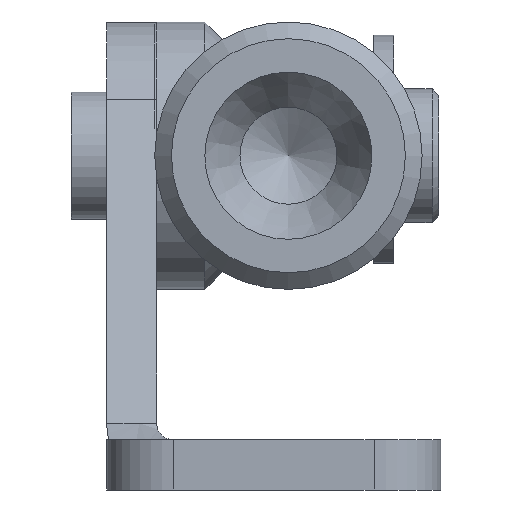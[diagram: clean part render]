
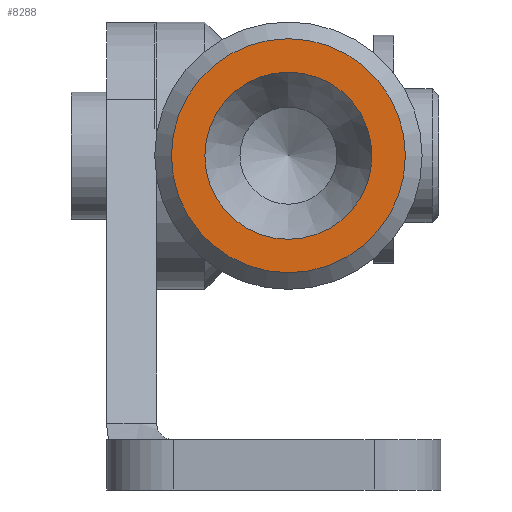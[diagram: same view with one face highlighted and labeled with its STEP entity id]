
A CAD part, left-side view. The second image highlights one B-rep face of the part: STEP entity #8288.
In plain terms, the highlighted planar face has unit normal (-1, 0, 0).
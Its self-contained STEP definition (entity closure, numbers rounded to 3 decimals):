
#7893 = CONICAL_SURFACE('',#7894,3.75,0.785);
#7894 = AXIS2_PLACEMENT_3D('',#7895,#7896,#7897);
#7895 = CARTESIAN_POINT('',(0.25,0.,0.));
#7896 = DIRECTION('',(1.,0.,0.));
#7897 = DIRECTION('',(0.,0.,-1.));
#8153 = CONICAL_SURFACE('',#8154,1.975,0.524);
#8154 = AXIS2_PLACEMENT_3D('',#8155,#8156,#8157);
#8155 = CARTESIAN_POINT('',(0.909,0.,
    0.));
#8156 = DIRECTION('',(-1.,0.,0.));
#8157 = DIRECTION('',(0.,0.,-1.));
#8212 = EDGE_CURVE('',#8213,#8213,#8215,.T.);
#8213 = VERTEX_POINT('',#8214);
#8214 = CARTESIAN_POINT('',(0.,0.,-2.5));
#8215 = SURFACE_CURVE('',#8216,(#8221,#8250),.PCURVE_S1.);
#8216 = CIRCLE('',#8217,2.5);
#8217 = AXIS2_PLACEMENT_3D('',#8218,#8219,#8220);
#8218 = CARTESIAN_POINT('',(0.,0.,0.)
  );
#8219 = DIRECTION('',(1.,0.,0.));
#8220 = DIRECTION('',(0.,0.,-1.));
#8221 = PCURVE('',#8153,#8222);
#8222 = DEFINITIONAL_REPRESENTATION('',(#8223),#8249);
#8223 = B_SPLINE_CURVE_WITH_KNOTS('',3,(#8224,#8225,#8226,#8227,#8228,
    #8229,#8230,#8231,#8232,#8233,#8234,#8235,#8236,#8237,#8238,#8239,
    #8240,#8241,#8242,#8243,#8244,#8245,#8246,#8247,#8248),
  .UNSPECIFIED.,.F.,.F.,(4,1,1,1,1,1,1,1,1,1,1,1,1,1,1,1,1,1,1,1,1,1,4),
  (0.,0.286,0.571,0.857,1.142,
    1.428,1.714,1.999,2.285,
    2.57,2.856,3.142,3.427,
    3.713,3.998,4.284,4.57,
    4.855,5.141,5.426,5.712,
    5.998,6.283),.UNSPECIFIED.);
#8224 = CARTESIAN_POINT('',(6.283,0.909));
#8225 = CARTESIAN_POINT('',(6.188,0.909));
#8226 = CARTESIAN_POINT('',(5.998,0.909));
#8227 = CARTESIAN_POINT('',(5.712,0.909));
#8228 = CARTESIAN_POINT('',(5.426,0.909));
#8229 = CARTESIAN_POINT('',(5.141,0.909));
#8230 = CARTESIAN_POINT('',(4.855,0.909));
#8231 = CARTESIAN_POINT('',(4.57,0.909));
#8232 = CARTESIAN_POINT('',(4.284,0.909));
#8233 = CARTESIAN_POINT('',(3.998,0.909));
#8234 = CARTESIAN_POINT('',(3.713,0.909));
#8235 = CARTESIAN_POINT('',(3.427,0.909));
#8236 = CARTESIAN_POINT('',(3.142,0.909));
#8237 = CARTESIAN_POINT('',(2.856,0.909));
#8238 = CARTESIAN_POINT('',(2.57,0.909));
#8239 = CARTESIAN_POINT('',(2.285,0.909));
#8240 = CARTESIAN_POINT('',(1.999,0.909));
#8241 = CARTESIAN_POINT('',(1.714,0.909));
#8242 = CARTESIAN_POINT('',(1.428,0.909));
#8243 = CARTESIAN_POINT('',(1.142,0.909));
#8244 = CARTESIAN_POINT('',(0.857,0.909));
#8245 = CARTESIAN_POINT('',(0.571,0.909));
#8246 = CARTESIAN_POINT('',(0.286,0.909));
#8247 = CARTESIAN_POINT('',(0.095,0.909));
#8248 = CARTESIAN_POINT('',(0.,0.909));
#8249 = ( GEOMETRIC_REPRESENTATION_CONTEXT(2) 
PARAMETRIC_REPRESENTATION_CONTEXT() REPRESENTATION_CONTEXT('2D SPACE',''
  ) );
#8250 = PCURVE('',#8251,#8256);
#8251 = PLANE('',#8252);
#8252 = AXIS2_PLACEMENT_3D('',#8253,#8254,#8255);
#8253 = CARTESIAN_POINT('',(0.,0.,-3.));
#8254 = DIRECTION('',(-1.,0.,0.));
#8255 = DIRECTION('',(0.,1.,0.));
#8256 = DEFINITIONAL_REPRESENTATION('',(#8257),#8265);
#8257 = ( BOUNDED_CURVE() B_SPLINE_CURVE(2,(#8258,#8259,#8260,#8261,
#8262,#8263,#8264),.UNSPECIFIED.,.F.,.F.) B_SPLINE_CURVE_WITH_KNOTS((1,2
    ,2,2,2,1),(-2.094,0.,2.094,4.189,
6.283,8.378),.UNSPECIFIED.) CURVE() 
GEOMETRIC_REPRESENTATION_ITEM() RATIONAL_B_SPLINE_CURVE((1.,0.5,1.,0.5,
1.,0.5,1.)) REPRESENTATION_ITEM('') );
#8258 = CARTESIAN_POINT('',(0.,-0.5));
#8259 = CARTESIAN_POINT('',(4.33,-0.5));
#8260 = CARTESIAN_POINT('',(2.165,-4.25));
#8261 = CARTESIAN_POINT('',(0.,-8.));
#8262 = CARTESIAN_POINT('',(-2.165,-4.25));
#8263 = CARTESIAN_POINT('',(-4.33,-0.5));
#8264 = CARTESIAN_POINT('',(0.,-0.5));
#8265 = ( GEOMETRIC_REPRESENTATION_CONTEXT(2) 
PARAMETRIC_REPRESENTATION_CONTEXT() REPRESENTATION_CONTEXT('2D SPACE',''
  ) );
#8288 = ADVANCED_FACE('',(#8289,#8341),#8251,.T.);
#8289 = FACE_BOUND('',#8290,.T.);
#8290 = EDGE_LOOP('',(#8291));
#8291 = ORIENTED_EDGE('',*,*,#8292,.F.);
#8292 = EDGE_CURVE('',#8293,#8293,#8295,.T.);
#8293 = VERTEX_POINT('',#8294);
#8294 = CARTESIAN_POINT('',(0.,0.,-3.5));
#8295 = SURFACE_CURVE('',#8296,(#8301,#8312),.PCURVE_S1.);
#8296 = CIRCLE('',#8297,3.5);
#8297 = AXIS2_PLACEMENT_3D('',#8298,#8299,#8300);
#8298 = CARTESIAN_POINT('',(0.,0.,0.)
  );
#8299 = DIRECTION('',(1.,0.,0.));
#8300 = DIRECTION('',(0.,0.,-1.));
#8301 = PCURVE('',#8251,#8302);
#8302 = DEFINITIONAL_REPRESENTATION('',(#8303),#8311);
#8303 = ( BOUNDED_CURVE() B_SPLINE_CURVE(2,(#8304,#8305,#8306,#8307,
#8308,#8309,#8310),.UNSPECIFIED.,.F.,.F.) B_SPLINE_CURVE_WITH_KNOTS((1,2
    ,2,2,2,1),(-2.094,0.,2.094,4.189,
6.283,8.378),.UNSPECIFIED.) CURVE() 
GEOMETRIC_REPRESENTATION_ITEM() RATIONAL_B_SPLINE_CURVE((1.,0.5,1.,0.5,
1.,0.5,1.)) REPRESENTATION_ITEM('') );
#8304 = CARTESIAN_POINT('',(0.,0.5));
#8305 = CARTESIAN_POINT('',(6.062,0.5));
#8306 = CARTESIAN_POINT('',(3.031,-4.75));
#8307 = CARTESIAN_POINT('',(0.,-10.));
#8308 = CARTESIAN_POINT('',(-3.031,-4.75));
#8309 = CARTESIAN_POINT('',(-6.062,0.5));
#8310 = CARTESIAN_POINT('',(0.,0.5));
#8311 = ( GEOMETRIC_REPRESENTATION_CONTEXT(2) 
PARAMETRIC_REPRESENTATION_CONTEXT() REPRESENTATION_CONTEXT('2D SPACE',''
  ) );
#8312 = PCURVE('',#7893,#8313);
#8313 = DEFINITIONAL_REPRESENTATION('',(#8314),#8340);
#8314 = B_SPLINE_CURVE_WITH_KNOTS('',3,(#8315,#8316,#8317,#8318,#8319,
    #8320,#8321,#8322,#8323,#8324,#8325,#8326,#8327,#8328,#8329,#8330,
    #8331,#8332,#8333,#8334,#8335,#8336,#8337,#8338,#8339),
  .UNSPECIFIED.,.F.,.F.,(4,1,1,1,1,1,1,1,1,1,1,1,1,1,1,1,1,1,1,1,1,1,4),
  (0.,0.286,0.571,0.857,1.142,
    1.428,1.714,1.999,2.285,
    2.57,2.856,3.142,3.427,
    3.713,3.998,4.284,4.57,
    4.855,5.141,5.426,5.712,
    5.998,6.283),.UNSPECIFIED.);
#8315 = CARTESIAN_POINT('',(0.,-0.25));
#8316 = CARTESIAN_POINT('',(0.095,-0.25));
#8317 = CARTESIAN_POINT('',(0.286,-0.25));
#8318 = CARTESIAN_POINT('',(0.571,-0.25));
#8319 = CARTESIAN_POINT('',(0.857,-0.25));
#8320 = CARTESIAN_POINT('',(1.142,-0.25));
#8321 = CARTESIAN_POINT('',(1.428,-0.25));
#8322 = CARTESIAN_POINT('',(1.714,-0.25));
#8323 = CARTESIAN_POINT('',(1.999,-0.25));
#8324 = CARTESIAN_POINT('',(2.285,-0.25));
#8325 = CARTESIAN_POINT('',(2.57,-0.25));
#8326 = CARTESIAN_POINT('',(2.856,-0.25));
#8327 = CARTESIAN_POINT('',(3.142,-0.25));
#8328 = CARTESIAN_POINT('',(3.427,-0.25));
#8329 = CARTESIAN_POINT('',(3.713,-0.25));
#8330 = CARTESIAN_POINT('',(3.998,-0.25));
#8331 = CARTESIAN_POINT('',(4.284,-0.25));
#8332 = CARTESIAN_POINT('',(4.57,-0.25));
#8333 = CARTESIAN_POINT('',(4.855,-0.25));
#8334 = CARTESIAN_POINT('',(5.141,-0.25));
#8335 = CARTESIAN_POINT('',(5.426,-0.25));
#8336 = CARTESIAN_POINT('',(5.712,-0.25));
#8337 = CARTESIAN_POINT('',(5.998,-0.25));
#8338 = CARTESIAN_POINT('',(6.188,-0.25));
#8339 = CARTESIAN_POINT('',(6.283,-0.25));
#8340 = ( GEOMETRIC_REPRESENTATION_CONTEXT(2) 
PARAMETRIC_REPRESENTATION_CONTEXT() REPRESENTATION_CONTEXT('2D SPACE',''
  ) );
#8341 = FACE_BOUND('',#8342,.T.);
#8342 = EDGE_LOOP('',(#8343));
#8343 = ORIENTED_EDGE('',*,*,#8212,.T.);
